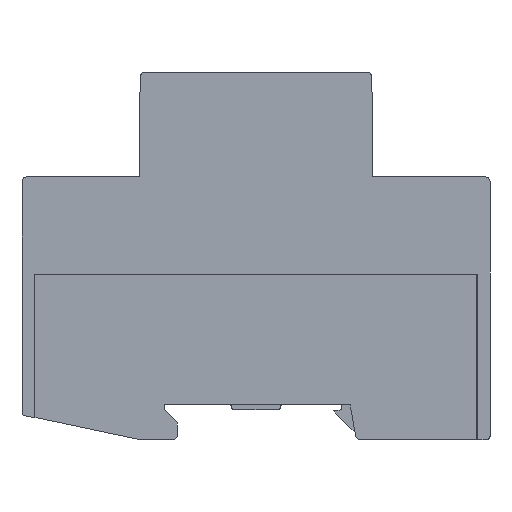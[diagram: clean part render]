
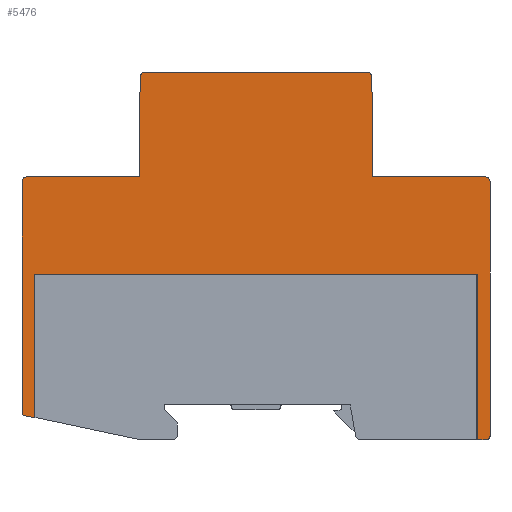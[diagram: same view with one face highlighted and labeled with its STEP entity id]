
A CAD part, left-side view. The second image highlights one B-rep face of the part: STEP entity #5476.
In plain terms, the highlighted planar face has unit normal (-1, 0, 0).
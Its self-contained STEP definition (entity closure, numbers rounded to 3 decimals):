
#5476=ADVANCED_FACE('',(#14669),#14670,.F.);
#8300=VERTEX_POINT('',#17698);
#8304=VERTEX_POINT('',#17702);
#8306=EDGE_CURVE('',#8300,#8304,#17704,.T.);
#10450=VERTEX_POINT('',#19848);
#10454=VERTEX_POINT('',#19852);
#10456=EDGE_CURVE('',#10450,#10454,#19854,.T.);
#10742=VERTEX_POINT('',#20140);
#10746=VERTEX_POINT('',#20144);
#10748=EDGE_CURVE('',#10742,#10746,#20146,.T.);
#10912=VERTEX_POINT('',#20310);
#10916=VERTEX_POINT('',#20314);
#10918=EDGE_CURVE('',#10912,#10916,#20316,.T.);
#11016=VERTEX_POINT('',#20414);
#11020=VERTEX_POINT('',#20418);
#11022=EDGE_CURVE('',#11016,#11020,#20420,.T.);
#11272=VERTEX_POINT('',#20670);
#11276=VERTEX_POINT('',#20674);
#11278=EDGE_CURVE('',#11272,#11276,#20676,.T.);
#11344=EDGE_CURVE('',#11020,#11272,#20742,.T.);
#11346=VERTEX_POINT('',#20744);
#11348=EDGE_CURVE('',#10450,#11346,#20746,.T.);
#11350=VERTEX_POINT('',#20748);
#11352=EDGE_CURVE('',#11350,#11346,#20750,.T.);
#11354=EDGE_CURVE('',#10916,#11350,#20752,.T.);
#11356=EDGE_CURVE('',#10746,#10912,#20754,.T.);
#11358=VERTEX_POINT('',#20756);
#11360=EDGE_CURVE('',#11358,#10742,#20758,.T.);
#11362=EDGE_CURVE('',#8304,#11358,#20760,.T.);
#11364=VERTEX_POINT('',#20762);
#11366=EDGE_CURVE('',#11364,#8300,#20764,.T.);
#11368=EDGE_CURVE('',#11276,#11364,#20766,.T.);
#11370=VERTEX_POINT('',#20768);
#11372=EDGE_CURVE('',#11370,#11016,#20770,.T.);
#11374=VERTEX_POINT('',#20772);
#11376=EDGE_CURVE('',#11374,#11370,#20774,.T.);
#11378=EDGE_CURVE('',#11374,#10454,#20776,.T.);
#14669=FACE_OUTER_BOUND('',#24085,.T.);
#14670=PLANE('',#24086);
#17698=CARTESIAN_POINT('',(0.0,66.283,70.7));
#17702=CARTESIAN_POINT('',(0.0,23.717,70.7));
#17704=LINE('',#28551,#28552);
#19848=CARTESIAN_POINT('',(0.0,2.4,31.8));
#19852=CARTESIAN_POINT('',(0.0,87.6,31.8));
#19854=LINE('',#32021,#32022);
#20140=CARTESIAN_POINT('',(0.0,22.55,50.6));
#20144=CARTESIAN_POINT('',(0.0,1.0,50.6));
#20146=LINE('',#32475,#32476);
#20310=CARTESIAN_POINT('',(0.0,0.0,49.6));
#20314=CARTESIAN_POINT('',(0.0,0.0,0.7));
#20316=LINE('',#32740,#32741);
#20414=CARTESIAN_POINT('',(0.0,90.0,5.287));
#20418=CARTESIAN_POINT('',(0.0,90.0,49.6));
#20420=LINE('',#32906,#32907);
#20670=CARTESIAN_POINT('',(0.0,89.0,50.6));
#20674=CARTESIAN_POINT('',(0.0,67.45,50.6));
#20676=LINE('',#33331,#33332);
#20742=CIRCLE('',#33441,1.0);
#20744=CARTESIAN_POINT('',(0.0,2.4,0.0));
#20746=LINE('',#33446,#33447);
#20748=CARTESIAN_POINT('',(0.0,0.7,0.0));
#20750=LINE('',#33452,#33453);
#20752=CIRCLE('',#33456,0.7);
#20754=CIRCLE('',#33459,1.0);
#20756=CARTESIAN_POINT('',(0.0,22.717,69.709));
#20758=LINE('',#33464,#33465);
#20760=CIRCLE('',#33468,1.0);
#20762=CARTESIAN_POINT('',(0.0,67.283,69.709));
#20764=CIRCLE('',#33473,1.0);
#20766=LINE('',#33476,#33477);
#20768=CARTESIAN_POINT('',(0.0,89.422,4.598));
#20770=CIRCLE('',#33482,0.7);
#20772=CARTESIAN_POINT('',(0.0,87.6,4.277));
#20774=LINE('',#33487,#33488);
#20776=LINE('',#33491,#33492);
#24085=EDGE_LOOP('',(#41293,#41294,#41295,#41296,#41297,#41298,#41299,#41300,#41301,#41302,#41303,#41304,#41305,#41306,#41307,#41308,#41309,#41310));
#24086=AXIS2_PLACEMENT_3D('',#41311,#41312,#41313);
#28551=CARTESIAN_POINT('',(0.0,66.283,70.7));
#28552=VECTOR('',#43881,42.567);
#32021=CARTESIAN_POINT('',(0.0,2.4,31.8));
#32022=VECTOR('',#44791,85.2);
#32475=CARTESIAN_POINT('',(0.0,22.55,50.6));
#32476=VECTOR('',#44882,21.55);
#32740=CARTESIAN_POINT('',(0.0,0.0,49.6));
#32741=VECTOR('',#44948,48.9);
#32906=CARTESIAN_POINT('',(0.0,90.0,5.287));
#32907=VECTOR('',#44979,44.313);
#33331=CARTESIAN_POINT('',(0.0,89.0,50.6));
#33332=VECTOR('',#45055,21.55);
#33441=AXIS2_PLACEMENT_3D('',#45098,#45099,#45100);
#33446=CARTESIAN_POINT('',(0.0,2.4,31.8));
#33447=VECTOR('',#45101,31.8);
#33452=CARTESIAN_POINT('',(0.0,0.7,0.0));
#33453=VECTOR('',#45102,1.7);
#33456=AXIS2_PLACEMENT_3D('',#45103,#45104,#45105);
#33459=AXIS2_PLACEMENT_3D('',#45106,#45107,#45108);
#33464=CARTESIAN_POINT('',(0.0,22.717,69.709));
#33465=VECTOR('',#45109,19.109);
#33468=AXIS2_PLACEMENT_3D('',#45110,#45111,#45112);
#33473=AXIS2_PLACEMENT_3D('',#45113,#45114,#45115);
#33476=CARTESIAN_POINT('',(0.0,67.45,50.6));
#33477=VECTOR('',#45116,19.109);
#33482=AXIS2_PLACEMENT_3D('',#45117,#45118,#45119);
#33487=CARTESIAN_POINT('',(0.0,87.6,4.277));
#33488=VECTOR('',#45120,1.85);
#33491=CARTESIAN_POINT('',(0.0,87.6,4.277));
#33492=VECTOR('',#45121,27.523);
#41293=ORIENTED_EDGE('',*,*,#11348,.T.);
#41294=ORIENTED_EDGE('',*,*,#11352,.F.);
#41295=ORIENTED_EDGE('',*,*,#11354,.F.);
#41296=ORIENTED_EDGE('',*,*,#10918,.F.);
#41297=ORIENTED_EDGE('',*,*,#11356,.F.);
#41298=ORIENTED_EDGE('',*,*,#10748,.F.);
#41299=ORIENTED_EDGE('',*,*,#11360,.F.);
#41300=ORIENTED_EDGE('',*,*,#11362,.F.);
#41301=ORIENTED_EDGE('',*,*,#8306,.F.);
#41302=ORIENTED_EDGE('',*,*,#11366,.F.);
#41303=ORIENTED_EDGE('',*,*,#11368,.F.);
#41304=ORIENTED_EDGE('',*,*,#11278,.F.);
#41305=ORIENTED_EDGE('',*,*,#11344,.F.);
#41306=ORIENTED_EDGE('',*,*,#11022,.F.);
#41307=ORIENTED_EDGE('',*,*,#11372,.F.);
#41308=ORIENTED_EDGE('',*,*,#11376,.F.);
#41309=ORIENTED_EDGE('',*,*,#11378,.T.);
#41310=ORIENTED_EDGE('',*,*,#10456,.F.);
#41311=CARTESIAN_POINT('',(0.0,45.0,70.7));
#41312=DIRECTION('',(1.0,0.0,0.0));
#41313=DIRECTION('',(0.0,0.0,-1.0));
#43881=DIRECTION('',(0.0,-1.0,0.0));
#44791=DIRECTION('',(0.0,1.0,0.0));
#44882=DIRECTION('',(0.0,-1.0,0.0));
#44948=DIRECTION('',(0.0,0.0,-1.0));
#44979=DIRECTION('',(0.0,0.0,1.0));
#45055=DIRECTION('',(0.0,-1.0,0.0));
#45098=CARTESIAN_POINT('',(0.0,89.0,49.6));
#45099=DIRECTION('',(1.0,0.0,0.0));
#45100=DIRECTION('',(0.0,1.0,0.0));
#45101=DIRECTION('',(0.0,0.0,-1.0));
#45102=DIRECTION('',(0.0,1.0,0.0));
#45103=CARTESIAN_POINT('',(0.0,0.7,0.7));
#45104=DIRECTION('',(1.0,0.0,0.0));
#45105=DIRECTION('',(0.0,-1.0,0.));
#45106=CARTESIAN_POINT('',(0.0,1.0,49.6));
#45107=DIRECTION('',(1.0,0.0,-0.0));
#45108=DIRECTION('',(0.0,0.,1.0));
#45109=DIRECTION('',(0.0,-0.009,-1.));
#45110=CARTESIAN_POINT('',(0.0,23.717,69.7));
#45111=DIRECTION('',(1.0,0.0,-0.0));
#45112=DIRECTION('',(0.0,0.0,1.0));
#45113=CARTESIAN_POINT('',(0.0,66.283,69.7));
#45114=DIRECTION('',(1.0,0.0,-0.0));
#45115=DIRECTION('',(0.0,1.,0.009));
#45116=DIRECTION('',(0.0,-0.009,1.));
#45117=CARTESIAN_POINT('',(0.0,89.3,5.287));
#45118=DIRECTION('',(1.0,0.0,0.0));
#45119=DIRECTION('',(0.0,0.174,-0.985));
#45120=DIRECTION('',(0.0,0.985,0.174));
#45121=DIRECTION('',(0.0,0.0,1.0));
